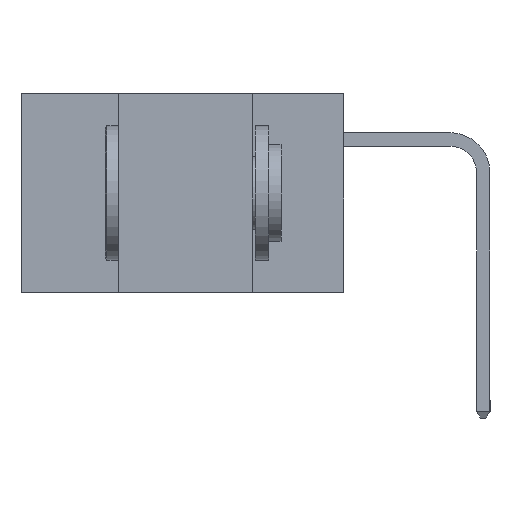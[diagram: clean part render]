
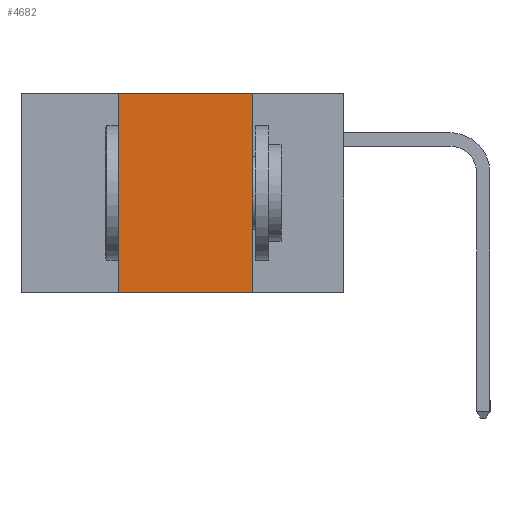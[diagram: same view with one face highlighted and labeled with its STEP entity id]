
A CAD part, left-side view. The second image highlights one B-rep face of the part: STEP entity #4682.
In plain terms, the highlighted planar face has unit normal (-1, 0, 0).
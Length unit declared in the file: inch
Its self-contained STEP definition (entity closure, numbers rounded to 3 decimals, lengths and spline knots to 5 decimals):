
#129 = CARTESIAN_POINT ( 'NONE',  ( 0., 0.6, 0. ) ) ;
#391 = LINE ( 'NONE', #129, #7645 ) ;
#1173 = VERTEX_POINT ( 'NONE', #3835 ) ;
#1555 = EDGE_CURVE ( 'NONE', #1173, #16784, #2744, .T. ) ;
#1963 = DIRECTION ( 'NONE',  ( 1., 0., 0. ) ) ;
#2352 = DIRECTION ( 'NONE',  ( 0., 0., -1. ) ) ;
#2524 = CARTESIAN_POINT ( 'NONE',  ( 0., 0.6, 0. ) ) ;
#2744 = LINE ( 'NONE', #6192, #17358 ) ;
#3042 = PLANE ( 'NONE',  #17768 ) ;
#3565 = EDGE_CURVE ( 'NONE', #1173, #12287, #7453, .T. ) ;
#3835 = CARTESIAN_POINT ( 'NONE',  ( 0., 0.42, -0.37 ) ) ;
#3927 = EDGE_CURVE ( 'NONE', #17842, #12287, #15857, .T. ) ;
#4501 = VECTOR ( 'NONE', #15522, 39.37008 ) ;
#4682 = ADVANCED_FACE ( 'NONE', ( #8168 ), #3042, .F. ) ;
#5313 = DIRECTION ( 'NONE',  ( 0., -1., 0. ) ) ;
#5670 = CARTESIAN_POINT ( 'NONE',  ( 0., 0.6, -0.37 ) ) ;
#6192 = CARTESIAN_POINT ( 'NONE',  ( 0., 0.42, -0.37 ) ) ;
#7453 = LINE ( 'NONE', #5670, #14588 ) ;
#7645 = VECTOR ( 'NONE', #11695, 39.37008 ) ;
#8168 = FACE_OUTER_BOUND ( 'NONE', #17267, .T. ) ;
#8552 = ORIENTED_EDGE ( 'NONE', *, *, #1555, .F. ) ;
#11015 = ORIENTED_EDGE ( 'NONE', *, *, #3565, .T. ) ;
#11134 = CARTESIAN_POINT ( 'NONE',  ( 0., 0.17, 0. ) ) ;
#11617 = CARTESIAN_POINT ( 'NONE',  ( 0., 0.42, 0. ) ) ;
#11695 = DIRECTION ( 'NONE',  ( 0., -1., 0. ) ) ;
#12287 = VERTEX_POINT ( 'NONE', #12800 ) ;
#12800 = CARTESIAN_POINT ( 'NONE',  ( 0., 0.17, -0.37 ) ) ;
#12815 = ORIENTED_EDGE ( 'NONE', *, *, #14471, .F. ) ;
#13254 = ORIENTED_EDGE ( 'NONE', *, *, #3927, .F. ) ;
#13602 = DIRECTION ( 'NONE',  ( 0., 0., 1. ) ) ;
#14471 = EDGE_CURVE ( 'NONE', #16784, #17842, #391, .T. ) ;
#14588 = VECTOR ( 'NONE', #5313, 39.37008 ) ;
#15410 = CARTESIAN_POINT ( 'NONE',  ( 0., 0.17, -0.37 ) ) ;
#15522 = DIRECTION ( 'NONE',  ( 0., 0., -1. ) ) ;
#15857 = LINE ( 'NONE', #15410, #4501 ) ;
#16784 = VERTEX_POINT ( 'NONE', #11617 ) ;
#17267 = EDGE_LOOP ( 'NONE', ( #13254, #12815, #8552, #11015 ) ) ;
#17358 = VECTOR ( 'NONE', #13602, 39.37008 ) ;
#17768 = AXIS2_PLACEMENT_3D ( 'NONE', #2524, #1963, #2352 ) ;
#17842 = VERTEX_POINT ( 'NONE', #11134 ) ;
